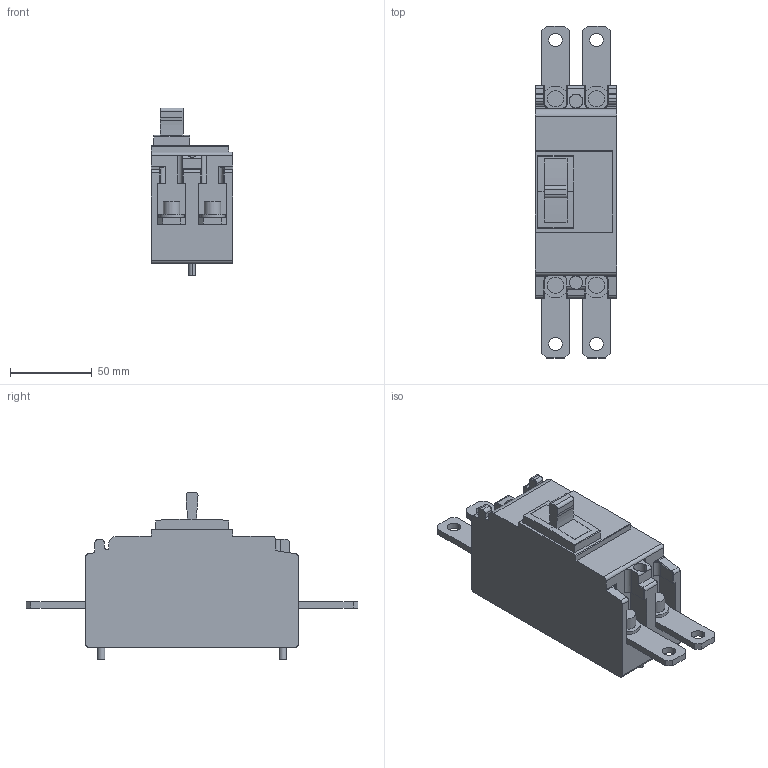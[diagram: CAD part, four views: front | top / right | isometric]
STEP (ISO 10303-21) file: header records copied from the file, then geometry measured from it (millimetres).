
FILE_DESCRIPTION(('CoCreate Modeling STEP Export'),'2;1');
FILE_NAME('Ｓ１２５ＳＦ２ＦＢ.stp','2016-03-31T13:36:11',(''),(''),'CoCreate Modeling STEP processor for AP214 (Solid Model)','CoCreate Modeling 17.0 01-Apr-2010 (C) Parametric Technology GmbH','');
FILE_SCHEMA(('AUTOMOTIVE_DESIGN { 1 0 10303 214 1 1 1 1 }'));
Length unit declared in the file: millimetre
Products named in the file (6): P1; P3; p4.1; P2; P3.3; Ｓ１２５ＳＦ２ＦＢ
Assembly tree (11 placements, depth 2):
  Ｓ１２５ＳＦ２ＦＢ
    P3  x2
    P3.3  x2
    P2  x2
    p4.1  x4
    P1
Bounding box: 50 x 203 x 102.7 mm (x, y, z)
Volume: 431926.1 mm3; surface area: 61785.8 mm2
Topology: 11 solids, 11 shells, 284 faces, 693 edges, 445 vertices
Faces by surface type: plane 133, cylinder 125, bspline 17, torus 9
Entity records: 10010 total; most frequent: CARTESIAN_POINT 4740, ORIENTED_EDGE 1130, DIRECTION 950, EDGE_CURVE 565, VERTEX_POINT 361, AXIS2_PLACEMENT_3D 324, VECTOR 302, LINE 302
